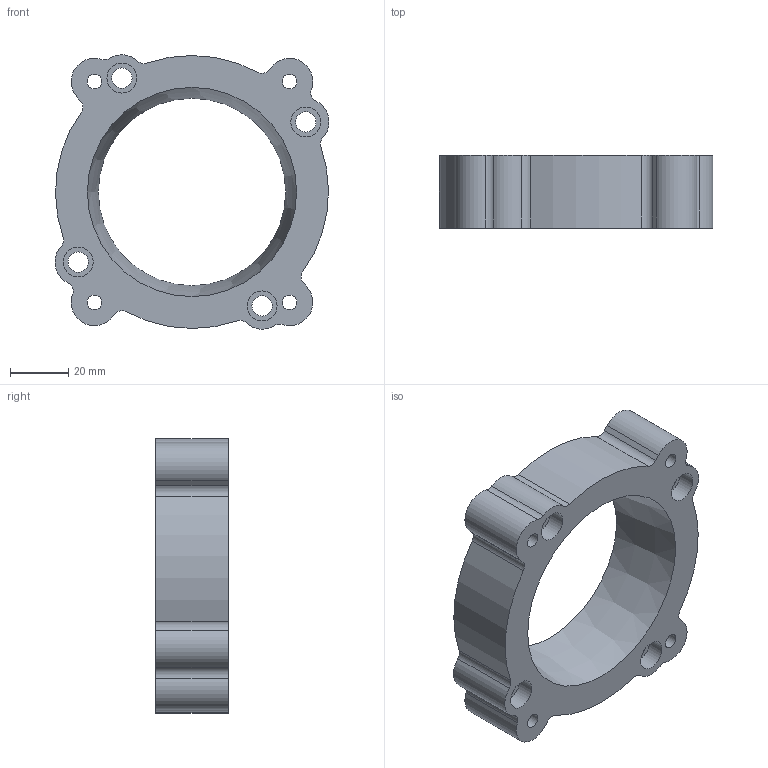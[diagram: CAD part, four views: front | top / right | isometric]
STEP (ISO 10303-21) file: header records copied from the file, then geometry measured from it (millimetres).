
FILE_DESCRIPTION(/* description */ (''),/* implementation_level */ '2;1');
FILE_NAME(/* name */ 'Entretoise.step',/* time_stamp */ '2024-11-05T16:00:33+01:00',/* author */ (''),/* organization */ (''),/* preprocessor_version */ 'ST-DEVELOPER v20',/* originating_system */ 'Autodesk Translation Framework v13.20.0.188',/* authorisation */ '');
FILE_SCHEMA (('AUTOMOTIVE_DESIGN { 1 0 10303 214 3 1 1 }'));
Length unit declared in the file: millimetre
Products named in the file (1): Calle Papillon MAZDA MPS - Copie V10
Bounding box: 94.31 x 25 x 94.42 mm (x, y, z)
Volume: 98427.3 mm3; surface area: 26373 mm2
Topology: 1 solids, 1 shells, 47 faces, 123 edges, 82 vertices
Faces by surface type: cylinder 36, plane 10, cone 1
Full cylindrical faces by diameter (mm): 5.035 x4, 7 x4, 10.3 x4
Entity records: 1560 total; most frequent: DIRECTION 293, CARTESIAN_POINT 253, ORIENTED_EDGE 246, EDGE_CURVE 123, AXIS2_PLACEMENT_3D 122, VERTEX_POINT 82, CIRCLE 74, EDGE_LOOP 69
